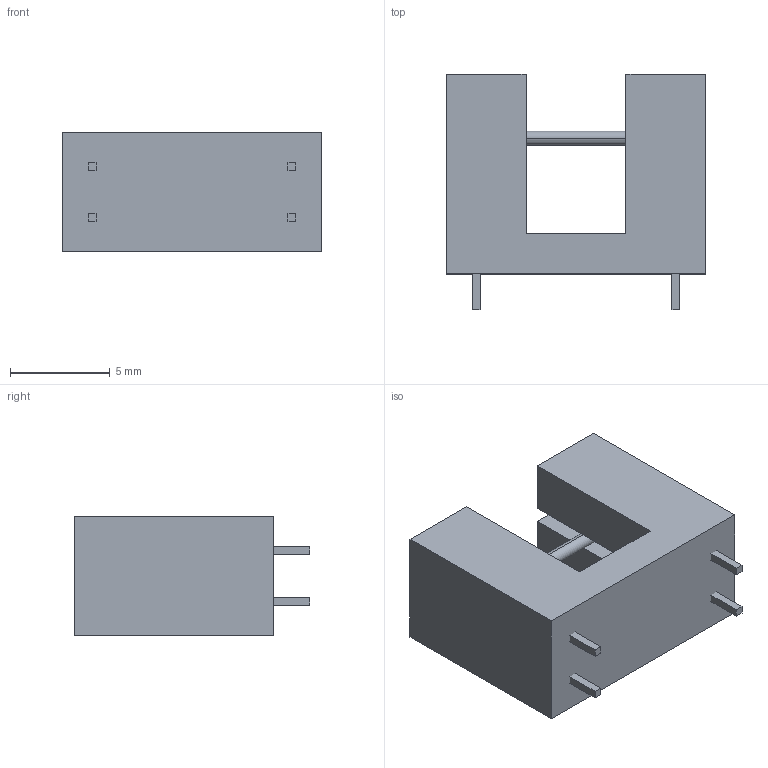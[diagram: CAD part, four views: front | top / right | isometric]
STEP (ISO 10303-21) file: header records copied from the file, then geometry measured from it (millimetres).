
FILE_DESCRIPTION (( 'STEP AP214' ), '1' );
FILE_NAME ('Everlight ITR9608.step', '2024-08-18T06:10:52+00:00', 'Stefan Hamminga', '', '', '', '');
FILE_SCHEMA (( 'AUTOMOTIVE_DESIGN' ));
Length unit declared in the file: millimetre
Products named in the file (1): Everlight ITR9608
Bounding box: 13 x 11.8 x 6 mm (x, y, z)
Volume: 532.4 mm3; surface area: 621.4 mm2
Topology: 6 solids, 6 shells, 76 faces, 180 edges, 120 vertices
Faces by surface type: plane 72, cylinder 4
Entity records: 2528 total; most frequent: CARTESIAN_POINT 377, ORIENTED_EDGE 360, DIRECTION 342, EDGE_CURVE 180, LINE 172, VECTOR 172, VERTEX_POINT 120, AXIS2_PLACEMENT_3D 85
